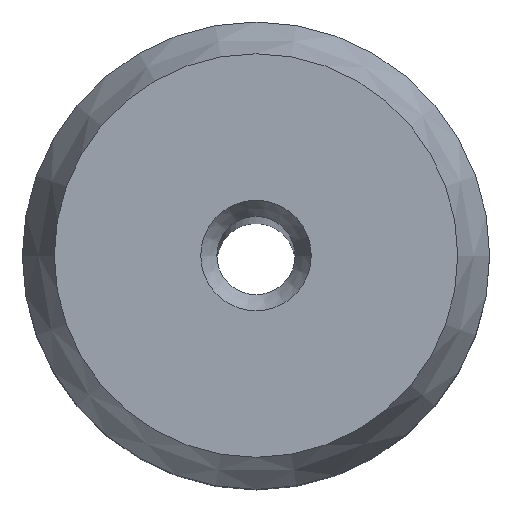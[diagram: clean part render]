
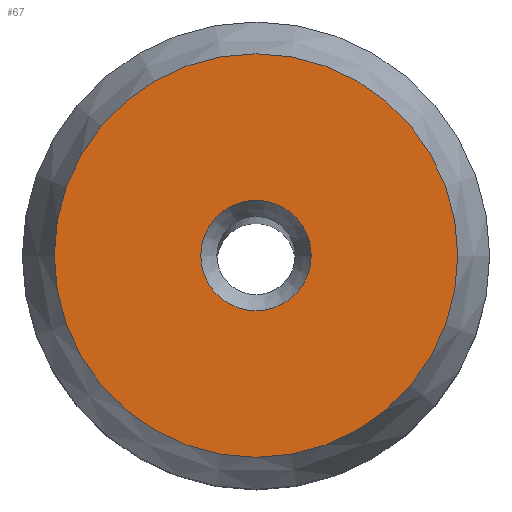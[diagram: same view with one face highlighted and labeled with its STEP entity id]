
A CAD part, top view. The second image highlights one B-rep face of the part: STEP entity #67.
In plain terms, the highlighted planar face has unit normal (0, 0, 1).
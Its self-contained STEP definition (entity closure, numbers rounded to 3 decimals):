
#55=PLANE('',#764);
#67=ADVANCED_FACE('',(#98,#99),#55,.F.);
#98=FACE_BOUND('',#126,.T.);
#99=FACE_BOUND('',#127,.T.);
#126=EDGE_LOOP('',(#162));
#127=EDGE_LOOP('',(#163));
#162=ORIENTED_EDGE('',*,*,#265,.F.);
#163=ORIENTED_EDGE('',*,*,#261,.T.);
#232=VERTEX_POINT('',#1017);
#236=VERTEX_POINT('',#1027);
#261=EDGE_CURVE('',#232,#232,#298,.T.);
#265=EDGE_CURVE('',#236,#236,#302,.T.);
#298=CIRCLE('',#757,4.38);
#302=CIRCLE('',#763,1.2);
#757=AXIS2_PLACEMENT_3D('',#1016,#856,#857);
#763=AXIS2_PLACEMENT_3D('',#1026,#868,#869);
#764=AXIS2_PLACEMENT_3D('',#1028,#870,#871);
#856=DIRECTION('',(0.,0.,1.));
#857=DIRECTION('',(-1.,0.,0.));
#868=DIRECTION('',(0.,0.,1.));
#869=DIRECTION('',(-1.,0.,0.));
#870=DIRECTION('',(0.,0.,-1.));
#871=DIRECTION('',(-1.,0.,0.));
#1016=CARTESIAN_POINT('',(0.,0.,90.));
#1017=CARTESIAN_POINT('',(-4.38,0.,90.));
#1026=CARTESIAN_POINT('',(0.,0.,90.));
#1027=CARTESIAN_POINT('',(-1.2,0.,90.));
#1028=CARTESIAN_POINT('',(0.,0.,90.));
